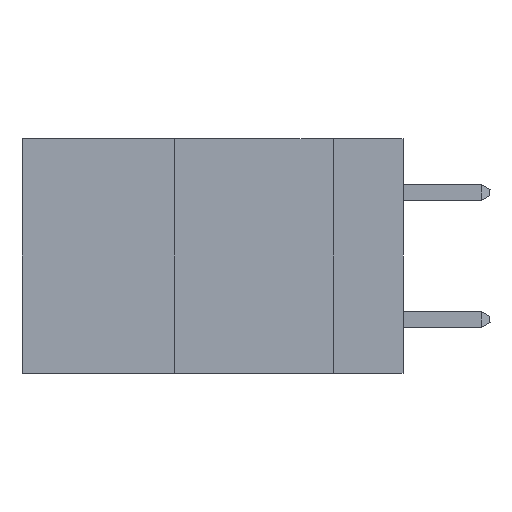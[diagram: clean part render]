
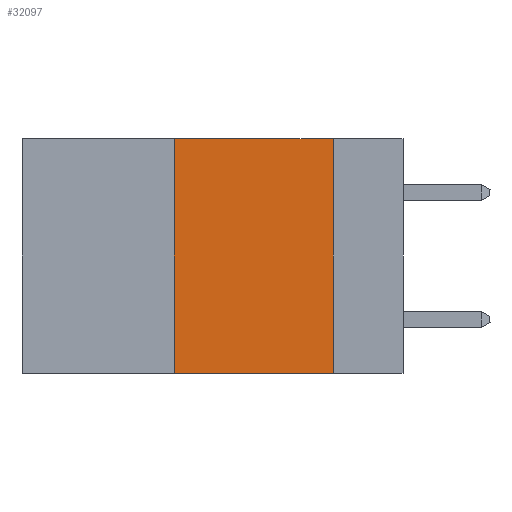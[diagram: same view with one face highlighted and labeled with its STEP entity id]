
A CAD part, left-side view. The second image highlights one B-rep face of the part: STEP entity #32097.
In plain terms, the highlighted planar face has unit normal (-1, 0, 0).
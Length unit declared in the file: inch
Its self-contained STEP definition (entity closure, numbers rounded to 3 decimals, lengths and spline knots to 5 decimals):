
#142 = DIRECTION ( 'NONE',  ( 0., -1., 0. ) ) ;
#1532 = VECTOR ( 'NONE', #7832, 39.37008 ) ;
#5076 = VERTEX_POINT ( 'NONE', #17467 ) ;
#6581 = VECTOR ( 'NONE', #32143, 39.37008 ) ;
#7013 = DIRECTION ( 'NONE',  ( 0., 0., -1. ) ) ;
#7451 = VERTEX_POINT ( 'NONE', #27102 ) ;
#7832 = DIRECTION ( 'NONE',  ( 0., 0., -1. ) ) ;
#8960 = FACE_OUTER_BOUND ( 'NONE', #28470, .T. ) ;
#9569 = VECTOR ( 'NONE', #11238, 39.37008 ) ;
#10614 = EDGE_CURVE ( 'NONE', #5076, #7451, #17760, .T. ) ;
#11238 = DIRECTION ( 'NONE',  ( 0., 0., 1. ) ) ;
#14061 = ORIENTED_EDGE ( 'NONE', *, *, #17411, .F. ) ;
#14928 = ORIENTED_EDGE ( 'NONE', *, *, #24727, .F. ) ;
#15694 = CARTESIAN_POINT ( 'NONE',  ( 0., 0.6, 0. ) ) ;
#17411 = EDGE_CURVE ( 'NONE', #19391, #5076, #18631, .T. ) ;
#17467 = CARTESIAN_POINT ( 'NONE',  ( 0., 0.11, 0. ) ) ;
#17760 = LINE ( 'NONE', #29012, #1532 ) ;
#18631 = LINE ( 'NONE', #15694, #20703 ) ;
#18950 = AXIS2_PLACEMENT_3D ( 'NONE', #28407, #20115, #7013 ) ;
#19391 = VERTEX_POINT ( 'NONE', #34413 ) ;
#20115 = DIRECTION ( 'NONE',  ( 1., 0., 0. ) ) ;
#20703 = VECTOR ( 'NONE', #142, 39.37008 ) ;
#24090 = CARTESIAN_POINT ( 'NONE',  ( 0., 0.6, -0.37 ) ) ;
#24727 = EDGE_CURVE ( 'NONE', #28034, #19391, #28318, .T. ) ;
#25115 = CARTESIAN_POINT ( 'NONE',  ( 0., 0.36, -0.37 ) ) ;
#27102 = CARTESIAN_POINT ( 'NONE',  ( 0., 0.11, -0.37 ) ) ;
#27288 = EDGE_CURVE ( 'NONE', #28034, #7451, #32442, .T. ) ;
#27462 = ORIENTED_EDGE ( 'NONE', *, *, #27288, .T. ) ;
#28034 = VERTEX_POINT ( 'NONE', #25115 ) ;
#28318 = LINE ( 'NONE', #29732, #9569 ) ;
#28407 = CARTESIAN_POINT ( 'NONE',  ( 0., 0.6, 0. ) ) ;
#28470 = EDGE_LOOP ( 'NONE', ( #30990, #14061, #14928, #27462 ) ) ;
#29012 = CARTESIAN_POINT ( 'NONE',  ( 0., 0.11, 0. ) ) ;
#29732 = CARTESIAN_POINT ( 'NONE',  ( 0., 0.36, 0. ) ) ;
#30990 = ORIENTED_EDGE ( 'NONE', *, *, #10614, .F. ) ;
#32097 = ADVANCED_FACE ( 'NONE', ( #8960 ), #33766, .F. ) ;
#32143 = DIRECTION ( 'NONE',  ( 0., -1., 0. ) ) ;
#32442 = LINE ( 'NONE', #24090, #6581 ) ;
#33766 = PLANE ( 'NONE',  #18950 ) ;
#34413 = CARTESIAN_POINT ( 'NONE',  ( 0., 0.36, 0. ) ) ;
